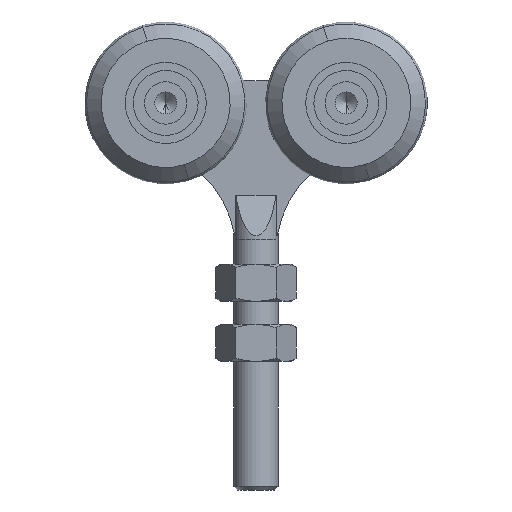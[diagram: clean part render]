
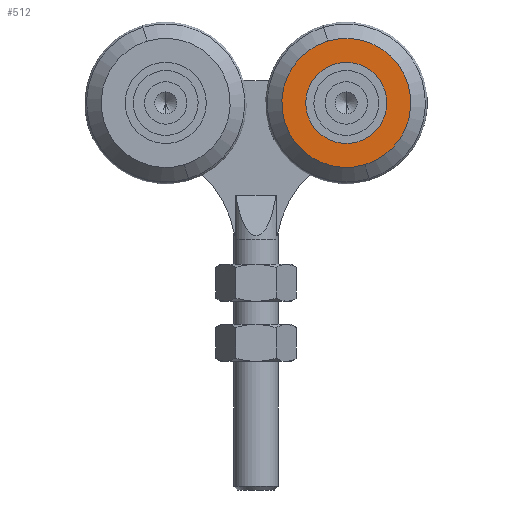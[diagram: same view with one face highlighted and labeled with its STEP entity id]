
A CAD part, front view. The second image highlights one B-rep face of the part: STEP entity #512.
In plain terms, the highlighted face is planar.
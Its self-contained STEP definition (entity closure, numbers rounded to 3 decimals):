
#216 = VERTEX_POINT ( 'NONE', #627 ) ;
#512 = ADVANCED_FACE ( 'NONE', ( #2140, #4089 ), #2194, .T. ) ;
#587 = CARTESIAN_POINT ( 'NONE',  ( -5.5, 0., 0. ) ) ;
#627 = CARTESIAN_POINT ( 'NONE',  ( -5.5, 0., 17.5 ) ) ;
#731 = DIRECTION ( 'NONE',  ( 0., 0., 1. ) ) ;
#779 = AXIS2_PLACEMENT_3D ( 'NONE', #5983, #2164, #731 ) ;
#797 = CARTESIAN_POINT ( 'NONE',  ( -5.5, 0., 0. ) ) ;
#884 = CIRCLE ( 'NONE', #4853, 17.5 ) ;
#891 = DIRECTION ( 'NONE',  ( 1., 0., 0. ) ) ;
#1506 = CIRCLE ( 'NONE', #5367, 17.5 ) ;
#1779 = ORIENTED_EDGE ( 'NONE', *, *, #4357, .F. ) ;
#1828 = CARTESIAN_POINT ( 'NONE',  ( -5.5, 0., 0. ) ) ;
#2040 = DIRECTION ( 'NONE',  ( 1., 0., 0. ) ) ;
#2119 = CARTESIAN_POINT ( 'NONE',  ( -5.5, 0., -17.5 ) ) ;
#2140 = FACE_BOUND ( 'NONE', #3725, .T. ) ;
#2164 = DIRECTION ( 'NONE',  ( -1., 0., 0. ) ) ;
#2194 = PLANE ( 'NONE',  #779 ) ;
#2200 = CIRCLE ( 'NONE', #5852, 11. ) ;
#2279 = CARTESIAN_POINT ( 'NONE',  ( -5.5, 0., 0. ) ) ;
#2531 = ORIENTED_EDGE ( 'NONE', *, *, #2974, .T. ) ;
#2538 = DIRECTION ( 'NONE',  ( 0., 0., -1. ) ) ;
#2675 = VERTEX_POINT ( 'NONE', #3115 ) ;
#2832 = DIRECTION ( 'NONE',  ( 1., 0., 0. ) ) ;
#2833 = CIRCLE ( 'NONE', #4650, 11. ) ;
#2974 = EDGE_CURVE ( 'NONE', #2675, #5012, #2200, .T. ) ;
#2975 = ORIENTED_EDGE ( 'NONE', *, *, #4196, .T. ) ;
#3115 = CARTESIAN_POINT ( 'NONE',  ( -5.5, 0., 11. ) ) ;
#3199 = EDGE_LOOP ( 'NONE', ( #5607, #1779 ) ) ;
#3555 = EDGE_CURVE ( 'NONE', #5249, #216, #1506, .T. ) ;
#3725 = EDGE_LOOP ( 'NONE', ( #2975, #2531 ) ) ;
#3754 = DIRECTION ( 'NONE',  ( 1., 0., 0. ) ) ;
#3803 = DIRECTION ( 'NONE',  ( 0., 0., -1. ) ) ;
#4089 = FACE_OUTER_BOUND ( 'NONE', #3199, .T. ) ;
#4196 = EDGE_CURVE ( 'NONE', #5012, #2675, #2833, .T. ) ;
#4357 = EDGE_CURVE ( 'NONE', #216, #5249, #884, .T. ) ;
#4611 = DIRECTION ( 'NONE',  ( 0., 0., -1. ) ) ;
#4650 = AXIS2_PLACEMENT_3D ( 'NONE', #797, #891, #5154 ) ;
#4853 = AXIS2_PLACEMENT_3D ( 'NONE', #587, #2040, #2538 ) ;
#5012 = VERTEX_POINT ( 'NONE', #5332 ) ;
#5154 = DIRECTION ( 'NONE',  ( 0., 0., -1. ) ) ;
#5249 = VERTEX_POINT ( 'NONE', #2119 ) ;
#5332 = CARTESIAN_POINT ( 'NONE',  ( -5.5, 0., -11. ) ) ;
#5367 = AXIS2_PLACEMENT_3D ( 'NONE', #1828, #2832, #3803 ) ;
#5607 = ORIENTED_EDGE ( 'NONE', *, *, #3555, .F. ) ;
#5852 = AXIS2_PLACEMENT_3D ( 'NONE', #2279, #3754, #4611 ) ;
#5983 = CARTESIAN_POINT ( 'NONE',  ( -5.5, 0., 11. ) ) ;
